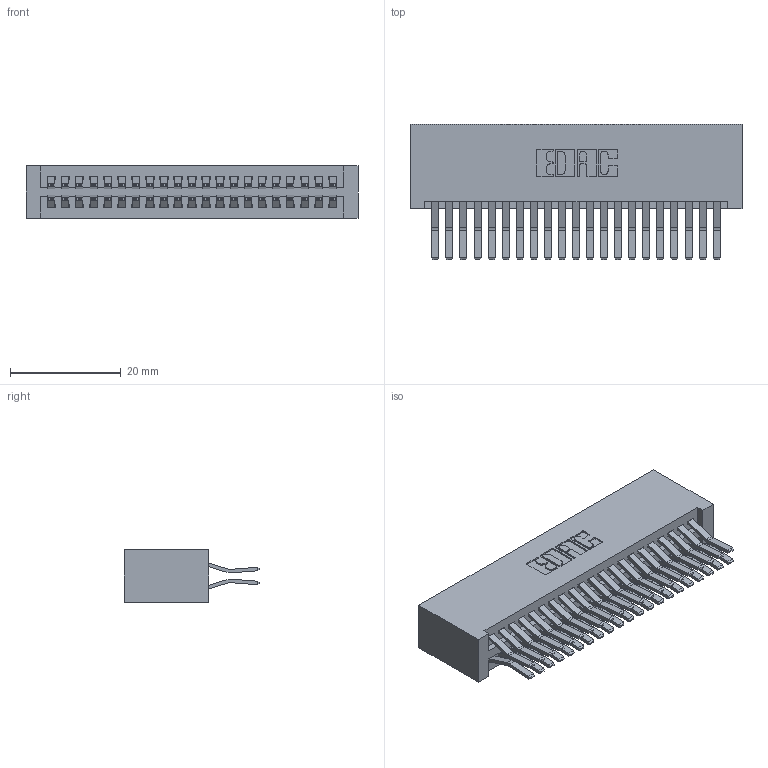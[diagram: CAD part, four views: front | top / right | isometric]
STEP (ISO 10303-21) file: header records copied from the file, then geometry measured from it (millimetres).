
FILE_DESCRIPTION (( 'STEP AP203' ), '1' );
FILE_NAME ('345-042-560-201.STEP', '2019-10-28T22:39:29', ( '' ), ( '' ), 'SwSTEP 2.0', 'SolidWorks 2016', '' );
FILE_SCHEMA (( 'CONFIG_CONTROL_DESIGN' ));
Length unit declared in the file: inch
Products named in the file (3): 345-292-001_560 Tail; 345 Part_No Mounting Lugs; 345-042-560-201
Assembly tree (43 placements, depth 2):
  345-042-560-201
    345 Part_No Mounting Lugs
    345-292-001_560 Tail  x42
Bounding box: 59.94 x 24.45 x 9.4 mm (x, y, z)
Volume: 6519.3 mm3; surface area: 10241.2 mm2
Topology: 43 solids, 43 shells, 2302 faces, 6827 edges, 4494 vertices
Faces by surface type: plane 1462, cylinder 840
Entity records: 19115 total; most frequent: CARTESIAN_POINT 3224, ORIENTED_EDGE 3158, DIRECTION 2867, EDGE_CURVE 1579, LINE 1367, VECTOR 1367, VERTEX_POINT 1050, AXIS2_PLACEMENT_3D 750
